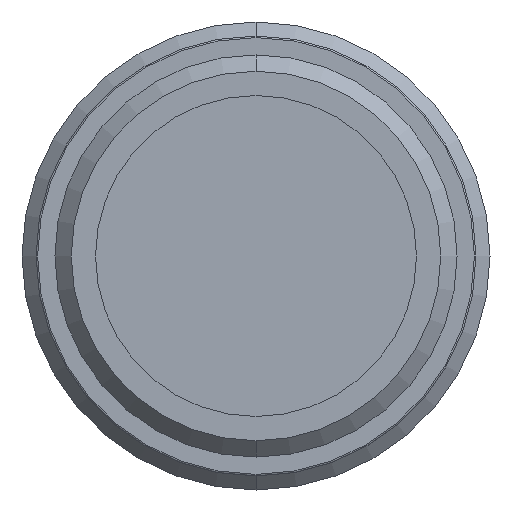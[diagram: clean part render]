
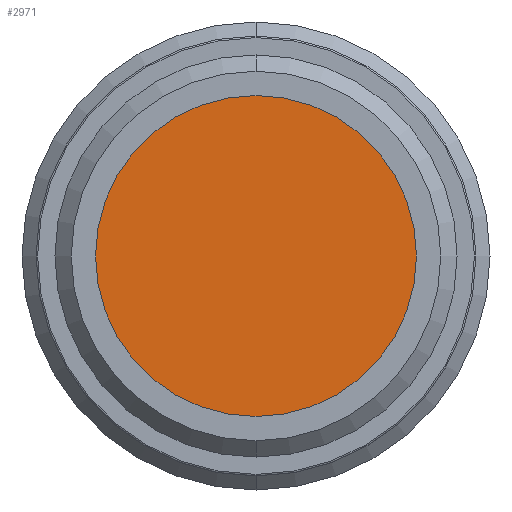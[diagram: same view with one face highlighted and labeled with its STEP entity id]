
A CAD part, front view. The second image highlights one B-rep face of the part: STEP entity #2971.
In plain terms, the highlighted planar face has unit normal (0, -1, 0).
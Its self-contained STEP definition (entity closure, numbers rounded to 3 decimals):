
#17 = VERTEX_POINT ( 'NONE', #1803 ) ;
#72 = CIRCLE ( 'NONE', #674, 10.29 ) ;
#79 = FACE_OUTER_BOUND ( 'NONE', #3239, .T. ) ;
#260 = PLANE ( 'NONE',  #264 ) ;
#264 = AXIS2_PLACEMENT_3D ( 'NONE', #501, #492, #760 ) ;
#278 = DIRECTION ( 'NONE',  ( 0., -1., 0. ) ) ;
#299 = CARTESIAN_POINT ( 'NONE',  ( 0., 1., 0. ) ) ;
#389 = EDGE_CURVE ( 'NONE', #2036, #17, #72, .T. ) ;
#492 = DIRECTION ( 'NONE',  ( 0., -1., 0. ) ) ;
#501 = CARTESIAN_POINT ( 'NONE',  ( 0., 1., 0. ) ) ;
#540 = DIRECTION ( 'NONE',  ( 0., 0., -1. ) ) ;
#674 = AXIS2_PLACEMENT_3D ( 'NONE', #299, #2108, #540 ) ;
#760 = DIRECTION ( 'NONE',  ( 0., 0., -1. ) ) ;
#1014 = AXIS2_PLACEMENT_3D ( 'NONE', #1825, #278, #2081 ) ;
#1181 = EDGE_CURVE ( 'NONE', #17, #2036, #1400, .T. ) ;
#1400 = CIRCLE ( 'NONE', #1014, 10.29 ) ;
#1688 = ORIENTED_EDGE ( 'NONE', *, *, #1181, .T. ) ;
#1803 = CARTESIAN_POINT ( 'NONE',  ( 0., 1., -10.29 ) ) ;
#1825 = CARTESIAN_POINT ( 'NONE',  ( 0., 1., 0. ) ) ;
#1919 = CARTESIAN_POINT ( 'NONE',  ( 0., 1., 10.29 ) ) ;
#2036 = VERTEX_POINT ( 'NONE', #1919 ) ;
#2081 = DIRECTION ( 'NONE',  ( 0., 0., -1. ) ) ;
#2108 = DIRECTION ( 'NONE',  ( 0., -1., 0. ) ) ;
#2956 = ORIENTED_EDGE ( 'NONE', *, *, #389, .T. ) ;
#2971 = ADVANCED_FACE ( 'NONE', ( #79 ), #260, .T. ) ;
#3239 = EDGE_LOOP ( 'NONE', ( #1688, #2956 ) ) ;
